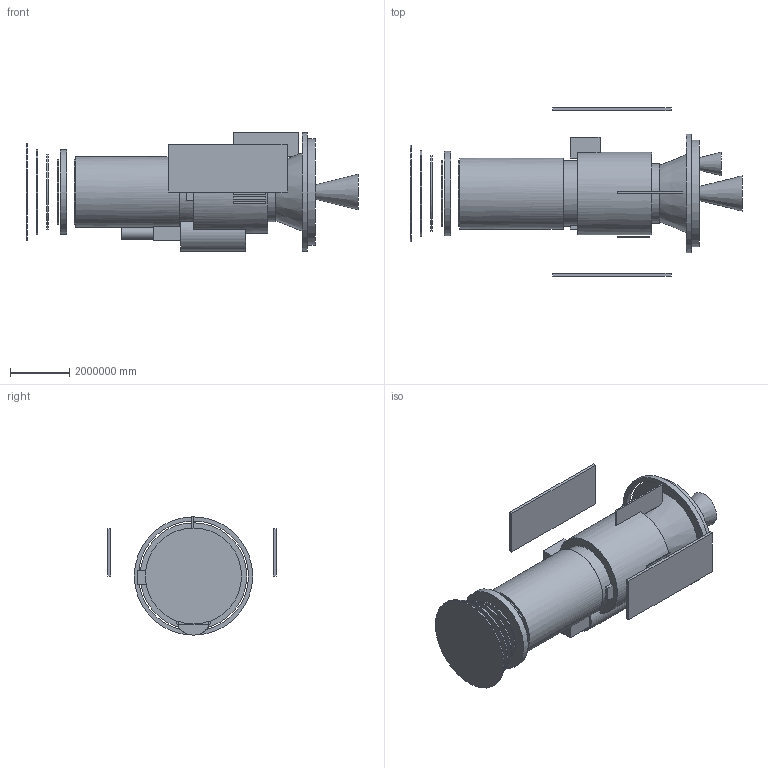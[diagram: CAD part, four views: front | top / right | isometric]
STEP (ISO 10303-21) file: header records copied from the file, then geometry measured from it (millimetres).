
FILE_DESCRIPTION(('FreeCAD Model'),'2;1');
FILE_NAME('Open CASCADE Shape Model','2025-11-08T20:25:33',('Author'),( ''),'Open CASCADE STEP processor 7.8','FreeCAD','Unknown');
FILE_SCHEMA(('AUTOMOTIVE_DESIGN { 1 0 10303 214 1 1 1 1 }'));
Length unit declared in the file: metre
Products named in the file (34): Whipple_4; Electrolyzer_Stack; Wet_Avionics_Pod; Water_Tank; H2_Vessel_350bar; O2_Vessel_350bar; Unified_Printable_Hybrid_Probe; RTG_Manifold; Whipple_007; Whipple_006; Whipple_008; RTG_Arm; Hull_Solid; Radiator_Panels; Rear_TPS; Front_TPS001; Rear_Guard_Ring; Parker_Shield001; Whipple_005; Front_TPS; Whipple_1; Parker_Shield; RTG_Shell; Aux_Thruster; Solar_Panel_Left; Ion_Thruster; Reactor_Core; Deployable_Radiator; Dry_Avionics_Pod; Solar_Panel_Right; Water_Baffles; Whipple_2; Whipple_3; Main_Nozzle
Bounding box: 11225000 x 5700000 x 4000000 mm (x, y, z)
Volume: 126947475582679433216 mm3; surface area: 635683518814997.9 mm2
Topology: 57 solids, 57 shells, 283 faces, 485 edges, 323 vertices
Faces by surface type: plane 232, cylinder 44, cone 7
Full cylindrical faces by diameter (mm): 400000 x1, 600000 x2, 1200000 x1, 2000000 x6, 2200000 x8, 2400000 x2, 2550000 x3, 2800000 x2, 2860000 x3, 2900000 x3, 3250000 x3, 3600000 x2, 3720000 x2, 4000000 x2
Entity records: 13747 total; most frequent: CARTESIAN_POINT 2131, DIRECTION 2086, LINE 1156, VECTOR 1156, ORIENTED_EDGE 972, PCURVE 970, DEFINITIONAL_REPRESENTATION 970, EDGE_CURVE 485
